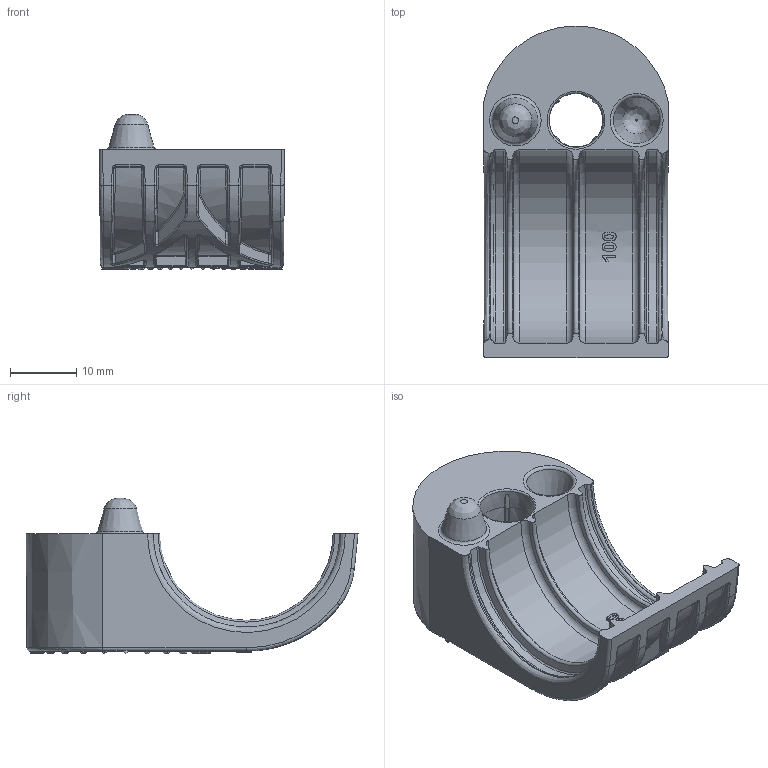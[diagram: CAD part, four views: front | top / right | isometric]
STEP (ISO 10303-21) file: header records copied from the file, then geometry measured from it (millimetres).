
FILE_DESCRIPTION(/* description */ (''),/* implementation_level */ '2;1');
FILE_NAME(/* name */ 'CLC100X1S8.stp',/* time_stamp */ '2022-03-07T08:36:47-06:00',/* author */ (''),/* organization */ (''),/* preprocessor_version */ 'ST-DEVELOPER v16.7',/* originating_system */ 'SIEMENS PLM Software NX 1926',/* authorisation */ '');
FILE_SCHEMA (('AP203_CONFIGURATION_CONTROLLED_3D_DESIGN_OF_MECHANICAL_PARTS_AND_ASSEMBLIES_MIM_LF { 1 0 10303 403 2 1 2}'));
Bounding box: 27.94 x 50.1 x 23.44 mm (x, y, z)
Volume: 7361.3 mm3; surface area: 7792.7 mm2
Topology: 1 solids, 1 shells, 930 faces, 2369 edges, 1411 vertices
Faces by surface type: plane 444, bspline 182, cylinder 157, sphere 69, torus 42, cone 26, extrusion 10
Entity records: 31458 total; most frequent: CRTPNT 10271, ORNEDG 4552, DRCTN 4190, EDGCRV 2276, A2PL3D 1514, VRTPNT 1400, VECTOR 1162, LINE 1152
